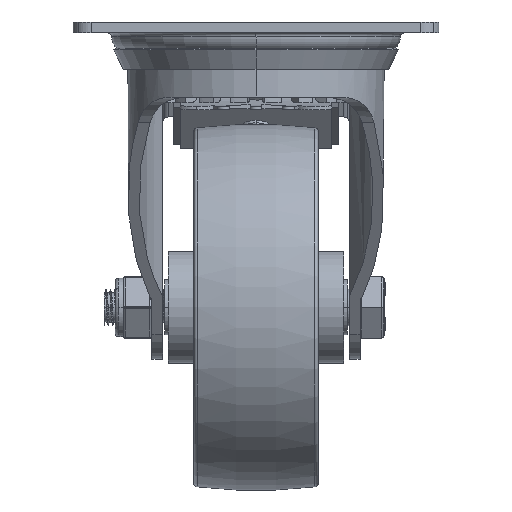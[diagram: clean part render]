
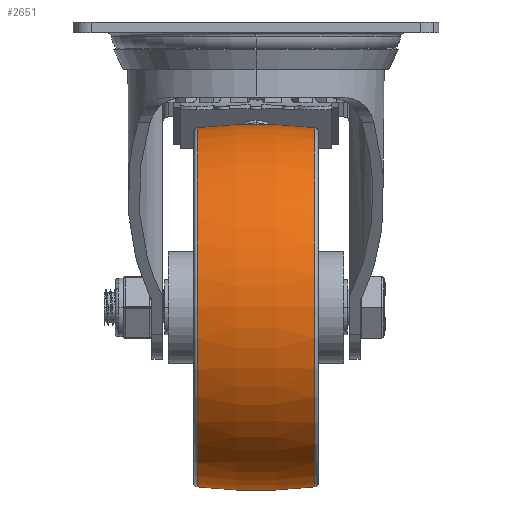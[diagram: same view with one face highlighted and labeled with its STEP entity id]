
A CAD part, left-side view. The second image highlights one B-rep face of the part: STEP entity #2651.
In plain terms, the highlighted toroidal (fillet/blend) face has major radius 86.625 mm and minor radius 136.625 mm.
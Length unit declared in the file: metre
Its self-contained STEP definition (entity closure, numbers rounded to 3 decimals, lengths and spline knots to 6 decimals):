
#2651=ADVANCED_FACE('',(#4043),#4044,.T.);
#4043=FACE_OUTER_BOUND('',#7582,.T.);
#4044=TOROIDAL_SURFACE('',#7583,-0.086625,0.136625);
#7582=EDGE_LOOP('',(#16242,#16243,#16244,#16245));
#7583=AXIS2_PLACEMENT_3D('',#16246,#16247,#16248);
#16242=ORIENTED_EDGE('',*,*,#20552,.T.);
#16243=ORIENTED_EDGE('',*,*,#20560,.F.);
#16244=ORIENTED_EDGE('',*,*,#20554,.T.);
#16245=ORIENTED_EDGE('',*,*,#20558,.F.);
#16246=CARTESIAN_POINT('',(0.0,0.,0.0));
#16247=DIRECTION('',(0.0,-1.0,0.0));
#16248=DIRECTION('',(0.0,0.0,-1.0));
#20552=EDGE_CURVE('',#23418,#23402,#23419,.T.);
#20554=EDGE_CURVE('',#23405,#23420,#23422,.T.);
#20558=EDGE_CURVE('',#23418,#23420,#23428,.T.);
#20560=EDGE_CURVE('',#23405,#23402,#23430,.T.);
#23402=VERTEX_POINT('',#29162);
#23405=VERTEX_POINT('',#29165);
#23418=VERTEX_POINT('',#29180);
#23419=CIRCLE('',#29181,0.136625);
#23420=VERTEX_POINT('',#29182);
#23422=CIRCLE('',#29184,0.136625);
#23428=CIRCLE('',#29190,0.049046);
#23430=CIRCLE('',#29192,0.049046);
#29162=CARTESIAN_POINT('',(0.,-0.016118,-0.049046));
#29165=CARTESIAN_POINT('',(0.,-0.016118,0.049046));
#29180=CARTESIAN_POINT('',(0.,0.016118,-0.049046));
#29181=AXIS2_PLACEMENT_3D('',#35162,#35163,#35164);
#29182=CARTESIAN_POINT('',(0.,0.016118,0.049046));
#29184=AXIS2_PLACEMENT_3D('',#35168,#35169,#35170);
#29190=AXIS2_PLACEMENT_3D('',#35180,#35181,#35182);
#29192=AXIS2_PLACEMENT_3D('',#35186,#35187,#35188);
#35162=CARTESIAN_POINT('',(0.,0.,0.086625));
#35163=DIRECTION('',(-1.0,-0.0,0.));
#35164=DIRECTION('',(0.,0.0,-1.0));
#35168=CARTESIAN_POINT('',(0.,0.,-0.086625));
#35169=DIRECTION('',(-1.0,-0.0,0.));
#35170=DIRECTION('',(0.,0.0,1.0));
#35180=CARTESIAN_POINT('',(0.0,0.016118,0.0));
#35181=DIRECTION('',(0.0,1.0,0.));
#35182=DIRECTION('',(0.0,0.,1.0));
#35186=CARTESIAN_POINT('',(0.0,-0.016118,0.0));
#35187=DIRECTION('',(0.0,-1.0,0.));
#35188=DIRECTION('',(0.0,0.,-1.0));
